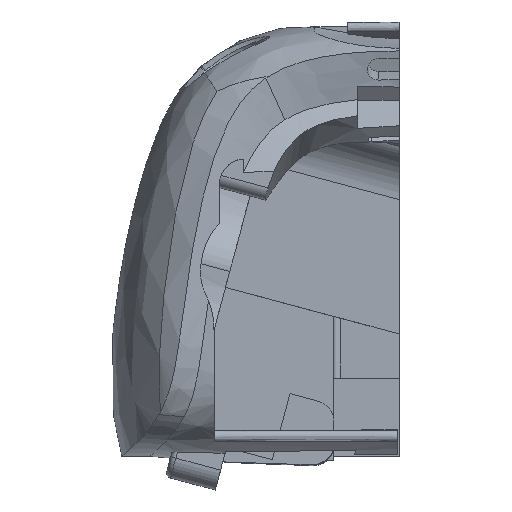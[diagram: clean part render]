
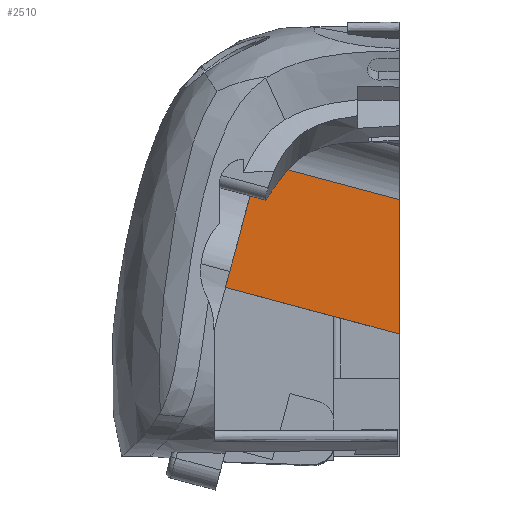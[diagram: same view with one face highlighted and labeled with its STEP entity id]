
A CAD part, front view. The second image highlights one B-rep face of the part: STEP entity #2510.
In plain terms, the highlighted planar face has unit normal (0, -1, 0).
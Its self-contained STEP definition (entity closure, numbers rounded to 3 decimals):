
#368=FACE_OUTER_BOUND('',#514,.T.);
#514=EDGE_LOOP('',(#2158,#2159,#2160,#2161));
#581=LINE('',#5221,#737);
#653=LINE('',#13096,#809);
#691=LINE('',#13534,#847);
#693=LINE('',#13537,#849);
#737=VECTOR('',#2804,10.);
#809=VECTOR('',#2998,10.);
#847=VECTOR('',#3096,10.);
#849=VECTOR('',#3100,10.);
#1002=VERTEX_POINT('',#5218);
#1003=VERTEX_POINT('',#5220);
#1125=VERTEX_POINT('',#13093);
#1126=VERTEX_POINT('',#13095);
#1276=EDGE_CURVE('',#1003,#1002,#581,.T.);
#1454=EDGE_CURVE('',#1126,#1125,#653,.T.);
#1508=EDGE_CURVE('',#1002,#1126,#691,.T.);
#1510=EDGE_CURVE('',#1125,#1003,#693,.T.);
#2158=ORIENTED_EDGE('',*,*,#1508,.T.);
#2159=ORIENTED_EDGE('',*,*,#1454,.T.);
#2160=ORIENTED_EDGE('',*,*,#1510,.T.);
#2161=ORIENTED_EDGE('',*,*,#1276,.T.);
#2397=PLANE('',#2677);
#2510=ADVANCED_FACE('',(#368),#2397,.T.);
#2677=AXIS2_PLACEMENT_3D('',#13536,#3098,#3099);
#2804=DIRECTION('',(0.,0.,1.));
#2998=DIRECTION('',(-0.259,0.,-0.966));
#3096=DIRECTION('',(-0.966,0.,0.259));
#3098=DIRECTION('center_axis',(0.,-1.,0.));
#3099=DIRECTION('ref_axis',(0.966,0.,-0.259));
#3100=DIRECTION('',(0.966,0.,-0.259));
#5218=CARTESIAN_POINT('',(0.,21.268,0.54));
#5220=CARTESIAN_POINT('',(0.,21.268,-12.505));
#5221=CARTESIAN_POINT('',(0.,21.268,-5.86));
#13093=CARTESIAN_POINT('',(-16.893,21.268,-7.978));
#13095=CARTESIAN_POINT('',(-13.632,21.268,4.192));
#13096=CARTESIAN_POINT('',(-18.368,21.268,-13.484));
#13534=CARTESIAN_POINT('',(-11.627,21.268,3.655));
#13536=CARTESIAN_POINT('Origin',(-16.892,21.268,-7.978));
#13537=CARTESIAN_POINT('',(-16.892,21.268,-7.978));
